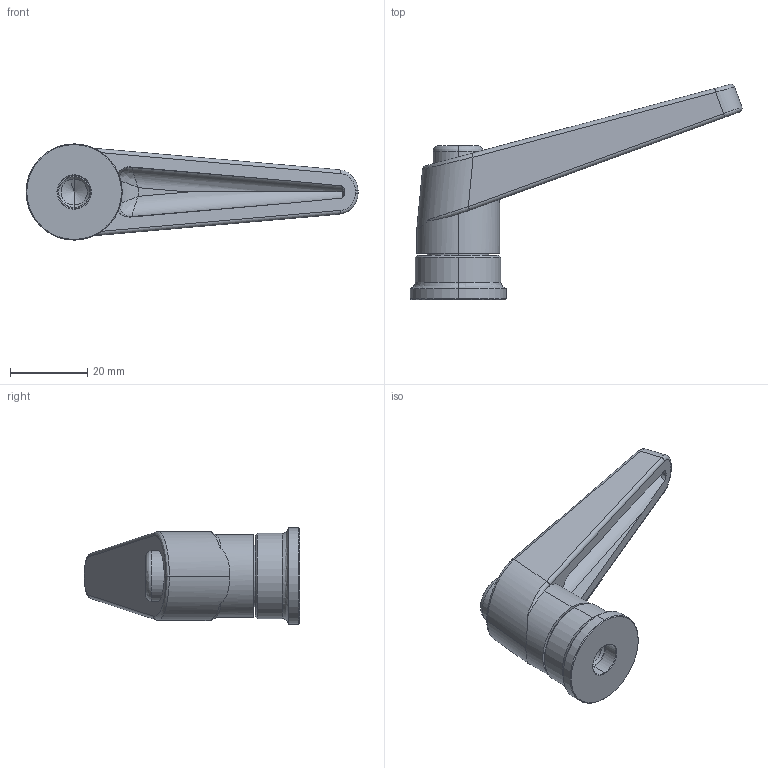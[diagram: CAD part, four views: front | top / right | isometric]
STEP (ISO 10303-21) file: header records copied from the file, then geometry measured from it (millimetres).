
FILE_DESCRIPTION(('STEP AP214'),'1');
FILE_NAME('HALDERN_EH_24420_1112.stp','2014-05-22T13:26:14',('TraceParts'),('TraceParts S.A.'),'XStep 1.0',' ',' ');
FILE_SCHEMA(('automotive_design'));
Length unit declared in the file: millimetre
Products named in the file (2): EH_24420_1112|EH_24420_1112-01;Imported1; EH_24420_1112|EH_24420_1112-02;Imported1
Bounding box: 86.22 x 55.94 x 25 mm (x, y, z)
Volume: 22468.2 mm3; surface area: 10237.5 mm2
Topology: 2 solids, 2 shells, 93 faces, 219 edges, 133 vertices
Faces by surface type: cylinder 36, plane 26, bspline 19, cone 12
Entity records: 6633 total; most frequent: CARTESIAN_POINT 2152, STYLED_ITEM 443, PRESENTATION_STYLE_ASSIGNMENT 443, COLOUR_RGB 443, ORIENTED_EDGE 430, DIRECTION 365, EDGE_CURVE 215, CURVE_STYLE 215
